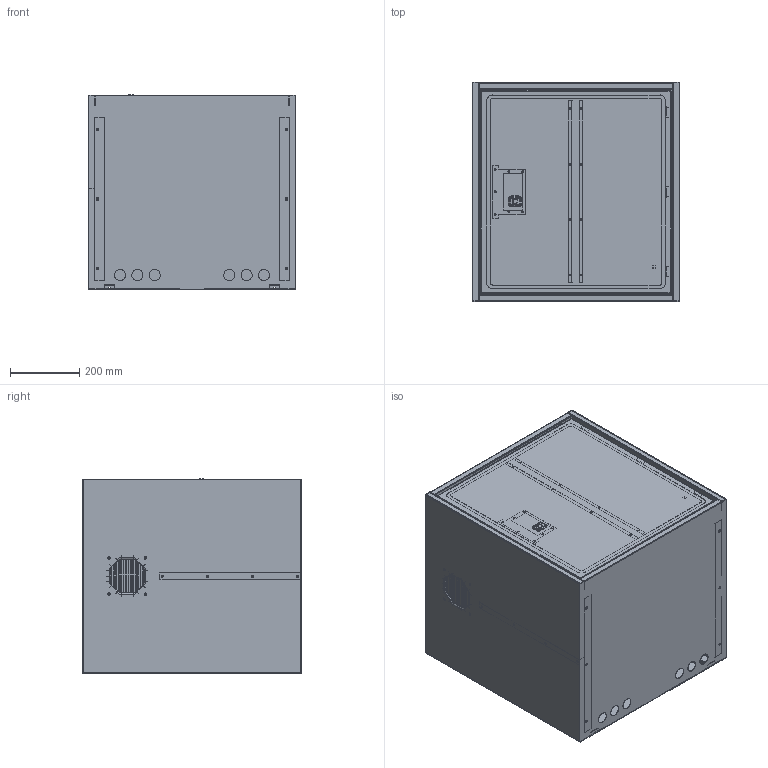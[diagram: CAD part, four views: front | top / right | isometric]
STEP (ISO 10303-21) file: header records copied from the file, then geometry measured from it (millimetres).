
FILE_DESCRIPTION (( 'STEP AP203' ), '1' );
FILE_NAME ('LV3-12U65-MF.STEP', '2023-11-30T08:10:43', ( '' ), ( '' ), 'SwSTEP 2.0', 'SolidWorks 2022', '' );
FILE_SCHEMA (( 'CONFIG_CONTROL_DESIGN' ));
Products named in the file (1): LV3-12U65-MF
Bounding box: 600 x 631.8 x 560.13 mm (x, y, z)
Volume: 4464323.8 mm3; surface area: 5678204.4 mm2
Topology: 94 solids, 94 shells, 5350 faces, 13522 edges, 8533 vertices
Faces by surface type: plane 2951, cylinder 1467, bspline 492, cone 286, torus 134, sphere 20
Entity records: 190225 total; most frequent: CARTESIAN_POINT 61518, ORIENTED_EDGE 26888, DIRECTION 25328, EDGE_CURVE 13444, VECTOR 8666, LINE 8666, VERTEX_POINT 8533, AXIS2_PLACEMENT_3D 8331
